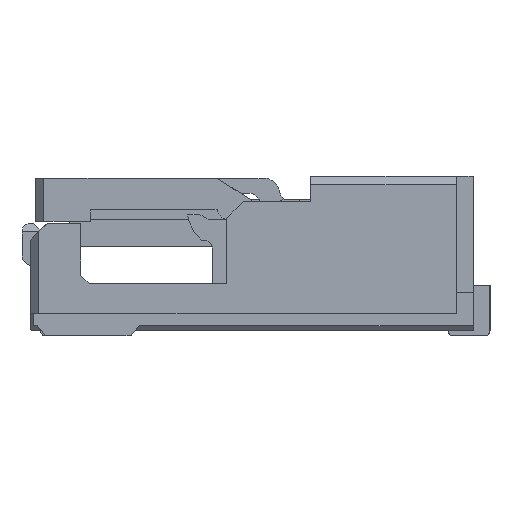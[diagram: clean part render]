
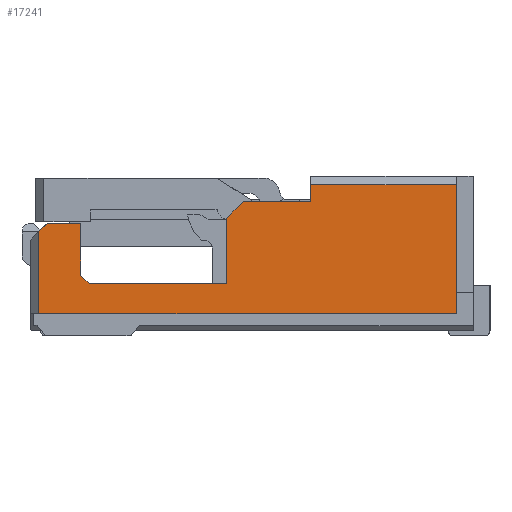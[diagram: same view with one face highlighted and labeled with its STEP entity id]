
A CAD part, left-side view. The second image highlights one B-rep face of the part: STEP entity #17241.
In plain terms, the highlighted planar face has unit normal (-1, 0, 0).
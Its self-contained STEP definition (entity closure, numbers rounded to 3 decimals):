
#17133=AXIS2_PLACEMENT_3D('Plane Axis2P3D',#17130,#17131,#17132) ;
#17130=CARTESIAN_POINT('Axis2P3D Location',(-3.95,0.,0.)) ;
#17135=CARTESIAN_POINT('Line Origine',(-3.95,2.34,0.485)) ;
#17139=CARTESIAN_POINT('Vertex',(-3.95,2.34,0.64)) ;
#17141=CARTESIAN_POINT('Vertex',(-3.95,2.34,0.33)) ;
#17144=CARTESIAN_POINT('Line Origine',(-3.95,2.44,0.64)) ;
#17148=CARTESIAN_POINT('Vertex',(-3.95,2.54,0.64)) ;
#17151=CARTESIAN_POINT('Line Origine',(-3.95,2.565,0.615)) ;
#17155=CARTESIAN_POINT('Vertex',(-3.95,2.59,0.59)) ;
#17158=CARTESIAN_POINT('Line Origine',(-3.95,2.59,0.345)) ;
#17162=CARTESIAN_POINT('Vertex',(-3.95,2.59,0.1)) ;
#17165=CARTESIAN_POINT('Line Origine',(-3.95,1.345,0.1)) ;
#17169=CARTESIAN_POINT('Vertex',(-3.95,0.1,0.1)) ;
#17172=CARTESIAN_POINT('Line Origine',(-3.95,0.1,0.485)) ;
#17176=CARTESIAN_POINT('Vertex',(-3.95,0.1,0.87)) ;
#17179=CARTESIAN_POINT('Line Origine',(-3.95,0.535,0.87)) ;
#17183=CARTESIAN_POINT('Vertex',(-3.95,0.97,0.87)) ;
#17186=CARTESIAN_POINT('Line Origine',(-3.95,0.97,0.82)) ;
#17190=CARTESIAN_POINT('Vertex',(-3.95,0.97,0.77)) ;
#17193=CARTESIAN_POINT('Line Origine',(-3.95,1.17,0.77)) ;
#17197=CARTESIAN_POINT('Vertex',(-3.95,1.37,0.77)) ;
#17200=CARTESIAN_POINT('Line Origine',(-3.95,1.42,0.72)) ;
#17204=CARTESIAN_POINT('Vertex',(-3.95,1.47,0.67)) ;
#17207=CARTESIAN_POINT('Line Origine',(-3.95,1.47,0.475)) ;
#17211=CARTESIAN_POINT('Vertex',(-3.95,1.47,0.28)) ;
#17214=CARTESIAN_POINT('Line Origine',(-3.95,1.88,0.28)) ;
#17218=CARTESIAN_POINT('Vertex',(-3.95,2.29,0.28)) ;
#17221=CARTESIAN_POINT('Line Origine',(-3.95,2.315,0.305)) ;
#17131=DIRECTION('Axis2P3D Direction',(1.,0.,0.)) ;
#17132=DIRECTION('Axis2P3D XDirection',(0.,1.,0.)) ;
#17136=DIRECTION('Vector Direction',(0.,0.,1.)) ;
#17145=DIRECTION('Vector Direction',(0.,1.,0.)) ;
#17152=DIRECTION('Vector Direction',(0.,-0.707,0.707)) ;
#17159=DIRECTION('Vector Direction',(0.,0.,1.)) ;
#17166=DIRECTION('Vector Direction',(0.,1.,0.)) ;
#17173=DIRECTION('Vector Direction',(0.,0.,-1.)) ;
#17180=DIRECTION('Vector Direction',(0.,-1.,0.)) ;
#17187=DIRECTION('Vector Direction',(0.,0.,-1.)) ;
#17194=DIRECTION('Vector Direction',(0.,1.,0.)) ;
#17201=DIRECTION('Vector Direction',(0.,0.707,-0.707)) ;
#17208=DIRECTION('Vector Direction',(0.,0.,-1.)) ;
#17215=DIRECTION('Vector Direction',(0.,1.,0.)) ;
#17222=DIRECTION('Vector Direction',(0.,-0.707,-0.707)) ;
#17137=VECTOR('Line Direction',#17136,1.) ;
#17146=VECTOR('Line Direction',#17145,1.) ;
#17153=VECTOR('Line Direction',#17152,1.) ;
#17160=VECTOR('Line Direction',#17159,1.) ;
#17167=VECTOR('Line Direction',#17166,1.) ;
#17174=VECTOR('Line Direction',#17173,1.) ;
#17181=VECTOR('Line Direction',#17180,1.) ;
#17188=VECTOR('Line Direction',#17187,1.) ;
#17195=VECTOR('Line Direction',#17194,1.) ;
#17202=VECTOR('Line Direction',#17201,1.) ;
#17209=VECTOR('Line Direction',#17208,1.) ;
#17216=VECTOR('Line Direction',#17215,1.) ;
#17223=VECTOR('Line Direction',#17222,1.) ;
#17227=ORIENTED_EDGE('',*,*,#17143,.F.) ;
#17228=ORIENTED_EDGE('',*,*,#17150,.F.) ;
#17229=ORIENTED_EDGE('',*,*,#17157,.T.) ;
#17230=ORIENTED_EDGE('',*,*,#17164,.F.) ;
#17231=ORIENTED_EDGE('',*,*,#17171,.T.) ;
#17232=ORIENTED_EDGE('',*,*,#17178,.F.) ;
#17233=ORIENTED_EDGE('',*,*,#17185,.F.) ;
#17234=ORIENTED_EDGE('',*,*,#17192,.F.) ;
#17235=ORIENTED_EDGE('',*,*,#17199,.T.) ;
#17236=ORIENTED_EDGE('',*,*,#17206,.T.) ;
#17237=ORIENTED_EDGE('',*,*,#17213,.F.) ;
#17238=ORIENTED_EDGE('',*,*,#17220,.F.) ;
#17239=ORIENTED_EDGE('',*,*,#17225,.F.) ;
#17241=ADVANCED_FACE('\X2\FF8AFF9FFF70FF82\X0\ \X2\FF8EFF9EFF83FF9EFF68FF70\X0\',(#17240),#17134,.F.) ;
#17143=EDGE_CURVE('',#17140,#17142,#17138,.F.) ;
#17150=EDGE_CURVE('',#17149,#17140,#17147,.F.) ;
#17157=EDGE_CURVE('',#17149,#17156,#17154,.F.) ;
#17164=EDGE_CURVE('',#17163,#17156,#17161,.T.) ;
#17171=EDGE_CURVE('',#17163,#17170,#17168,.F.) ;
#17178=EDGE_CURVE('',#17177,#17170,#17175,.T.) ;
#17185=EDGE_CURVE('',#17184,#17177,#17182,.T.) ;
#17192=EDGE_CURVE('',#17191,#17184,#17189,.F.) ;
#17199=EDGE_CURVE('',#17191,#17198,#17196,.T.) ;
#17206=EDGE_CURVE('',#17198,#17205,#17203,.T.) ;
#17213=EDGE_CURVE('',#17212,#17205,#17210,.F.) ;
#17220=EDGE_CURVE('',#17219,#17212,#17217,.F.) ;
#17225=EDGE_CURVE('',#17142,#17219,#17224,.T.) ;
#17226=EDGE_LOOP('',(#17227,#17228,#17229,#17230,#17231,#17232,#17233,#17234,#17235,#17236,#17237,#17238,#17239)) ;
#17240=FACE_OUTER_BOUND('',#17226,.T.) ;
#17138=LINE('Line',#17135,#17137) ;
#17147=LINE('Line',#17144,#17146) ;
#17154=LINE('Line',#17151,#17153) ;
#17161=LINE('Line',#17158,#17160) ;
#17168=LINE('Line',#17165,#17167) ;
#17175=LINE('Line',#17172,#17174) ;
#17182=LINE('Line',#17179,#17181) ;
#17189=LINE('Line',#17186,#17188) ;
#17196=LINE('Line',#17193,#17195) ;
#17203=LINE('Line',#17200,#17202) ;
#17210=LINE('Line',#17207,#17209) ;
#17217=LINE('Line',#17214,#17216) ;
#17224=LINE('Line',#17221,#17223) ;
#17134=PLANE('Plane',#17133) ;
#17140=VERTEX_POINT('',#17139) ;
#17142=VERTEX_POINT('',#17141) ;
#17149=VERTEX_POINT('',#17148) ;
#17156=VERTEX_POINT('',#17155) ;
#17163=VERTEX_POINT('',#17162) ;
#17170=VERTEX_POINT('',#17169) ;
#17177=VERTEX_POINT('',#17176) ;
#17184=VERTEX_POINT('',#17183) ;
#17191=VERTEX_POINT('',#17190) ;
#17198=VERTEX_POINT('',#17197) ;
#17205=VERTEX_POINT('',#17204) ;
#17212=VERTEX_POINT('',#17211) ;
#17219=VERTEX_POINT('',#17218) ;
